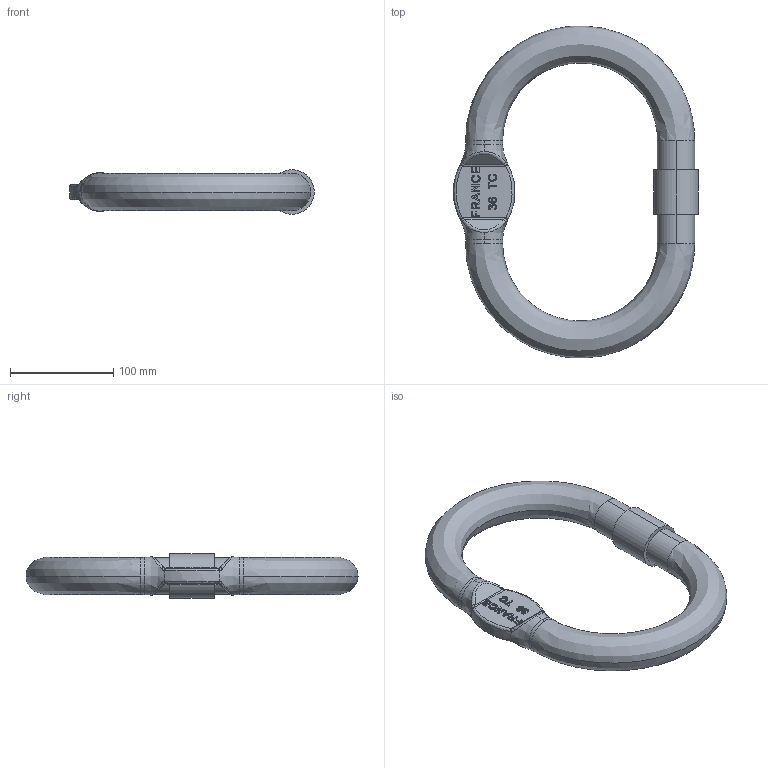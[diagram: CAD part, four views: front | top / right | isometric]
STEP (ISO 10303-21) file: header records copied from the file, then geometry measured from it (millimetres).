
FILE_DESCRIPTION(('STEP AP214'),'1');
FILE_NAME('ms36j.stp','2018-02-28T09:10:59',('TraceParts'),('TraceParts S.A.'),'Spatial InterOp 3D',' ',' ');
FILE_SCHEMA(('automotive_design'));
Length unit declared in the file: millimetre
Products named in the file (1): ms36j
Bounding box: 237.08 x 321.75 x 43.2 mm (x, y, z)
Volume: 806438.9 mm3; surface area: 93480.7 mm2
Topology: 1 solids, 1 shells, 330 faces, 869 edges, 570 vertices
Faces by surface type: plane 173, bspline 137, cylinder 20
Entity records: 20304 total; most frequent: CARTESIAN_POINT 10401, ORIENTED_EDGE 1738, DIRECTION 1055, EDGE_CURVE 869, VERTEX_POINT 570, LINE 531, VECTOR 531, EDGE_LOOP 361
